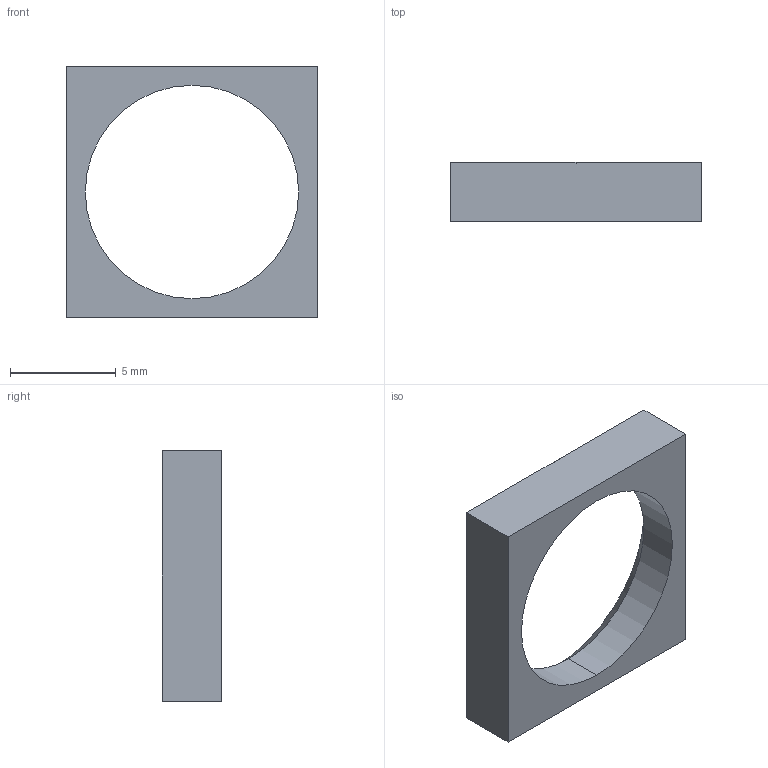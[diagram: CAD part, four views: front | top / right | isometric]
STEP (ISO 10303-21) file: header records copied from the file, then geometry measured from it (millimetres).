
FILE_DESCRIPTION (( 'STEP AP214' ), '1' );
FILE_NAME ('isolation_ring.STEP', '2024-08-18T17:13:43', ( '' ), ( '' ), 'SwSTEP 2.0', 'SolidWorks 2024', '' );
FILE_SCHEMA (( 'AUTOMOTIVE_DESIGN' ));
Length unit declared in the file: millimetre
Products named in the file (1): isolation_ring
Bounding box: 11.9 x 2.8 x 11.9 mm (x, y, z)
Volume: 158.6 mm3; surface area: 329.4 mm2
Topology: 1 solids, 1 shells, 13 faces, 28 edges, 16 vertices
Faces by surface type: plane 9, cone 2, cylinder 2
Entity records: 373 total; most frequent: DIRECTION 64, CARTESIAN_POINT 58, ORIENTED_EDGE 56, EDGE_CURVE 28, AXIS2_PLACEMENT_3D 22, VECTOR 20, LINE 20, VERTEX_POINT 16
